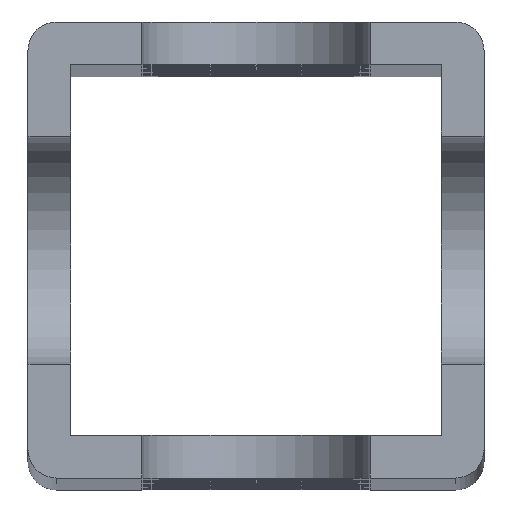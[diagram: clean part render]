
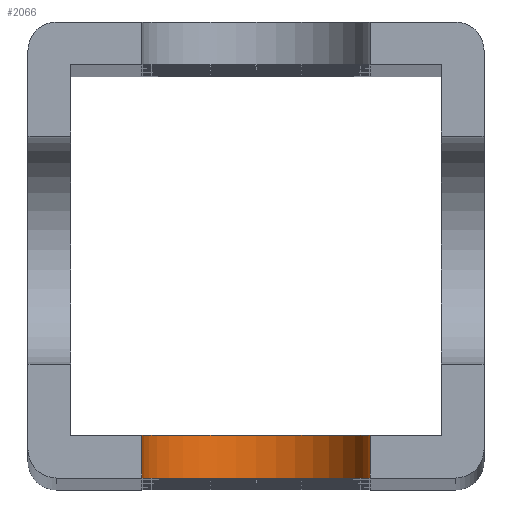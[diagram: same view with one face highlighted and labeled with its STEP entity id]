
A CAD part, top view. The second image highlights one B-rep face of the part: STEP entity #2066.
In plain terms, the highlighted cylindrical face has radius 4 mm (diameter 8 mm), a partial arc.
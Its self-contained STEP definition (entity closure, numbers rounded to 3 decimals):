
#66 = ORIENTED_EDGE ( 'NONE', *, *, #7206, .F. ) ;
#263 = EDGE_LOOP ( 'NONE', ( #4811, #66, #939, #4381 ) ) ;
#939 = ORIENTED_EDGE ( 'NONE', *, *, #7923, .F. ) ;
#986 = AXIS2_PLACEMENT_3D ( 'NONE', #2873, #8066, #3638 ) ;
#1008 = VERTEX_POINT ( 'NONE', #4716 ) ;
#1082 = CARTESIAN_POINT ( 'NONE',  ( 102.005, 110.902, 300.884 ) ) ;
#1357 = EDGE_CURVE ( 'NONE', #1008, #7747, #4439, .T. ) ;
#1615 = CARTESIAN_POINT ( 'NONE',  ( 110.005, 109.402, 300.884 ) ) ;
#1716 = LINE ( 'NONE', #2275, #5415 ) ;
#2066 = ADVANCED_FACE ( 'NONE', ( #5558 ), #9298, .F. ) ;
#2147 = DIRECTION ( 'NONE',  ( 0., 1., 0. ) ) ;
#2275 = CARTESIAN_POINT ( 'NONE',  ( 102.005, 109.402, 300.884 ) ) ;
#2844 = LINE ( 'NONE', #1615, #4588 ) ;
#2873 = CARTESIAN_POINT ( 'NONE',  ( 106.005, 110.902, 300.884 ) ) ;
#3638 = DIRECTION ( 'NONE',  ( 0., 0., -1. ) ) ;
#4087 = CIRCLE ( 'NONE', #986, 4. ) ;
#4132 = CARTESIAN_POINT ( 'NONE',  ( 102.005, 109.402, 300.884 ) ) ;
#4381 = ORIENTED_EDGE ( 'NONE', *, *, #5941, .F. ) ;
#4392 = CARTESIAN_POINT ( 'NONE',  ( 110.005, 110.902, 300.884 ) ) ;
#4439 = CIRCLE ( 'NONE', #9667, 4. ) ;
#4588 = VECTOR ( 'NONE', #6035, 1000. ) ;
#4716 = CARTESIAN_POINT ( 'NONE',  ( 110.005, 109.402, 300.884 ) ) ;
#4811 = ORIENTED_EDGE ( 'NONE', *, *, #1357, .F. ) ;
#5092 = CARTESIAN_POINT ( 'NONE',  ( 106.005, 109.402, 300.884 ) ) ;
#5166 = DIRECTION ( 'NONE',  ( 0., 0., 1. ) ) ;
#5175 = DIRECTION ( 'NONE',  ( 0., 1., 0. ) ) ;
#5415 = VECTOR ( 'NONE', #2147, 1000. ) ;
#5558 = FACE_OUTER_BOUND ( 'NONE', #263, .T. ) ;
#5863 = VERTEX_POINT ( 'NONE', #4392 ) ;
#5941 = EDGE_CURVE ( 'NONE', #7747, #6819, #1716, .T. ) ;
#6035 = DIRECTION ( 'NONE',  ( 0., -1., 0. ) ) ;
#6819 = VERTEX_POINT ( 'NONE', #1082 ) ;
#6851 = CARTESIAN_POINT ( 'NONE',  ( 106.005, 109.402, 300.884 ) ) ;
#7072 = AXIS2_PLACEMENT_3D ( 'NONE', #6851, #7238, #7141 ) ;
#7141 = DIRECTION ( 'NONE',  ( 0., 0., 1. ) ) ;
#7206 = EDGE_CURVE ( 'NONE', #5863, #1008, #2844, .T. ) ;
#7238 = DIRECTION ( 'NONE',  ( 0., 1., 0. ) ) ;
#7747 = VERTEX_POINT ( 'NONE', #4132 ) ;
#7923 = EDGE_CURVE ( 'NONE', #6819, #5863, #4087, .T. ) ;
#8066 = DIRECTION ( 'NONE',  ( 0., -1., 0. ) ) ;
#9298 = CYLINDRICAL_SURFACE ( 'NONE', #7072, 4. ) ;
#9667 = AXIS2_PLACEMENT_3D ( 'NONE', #5092, #5175, #5166 ) ;
